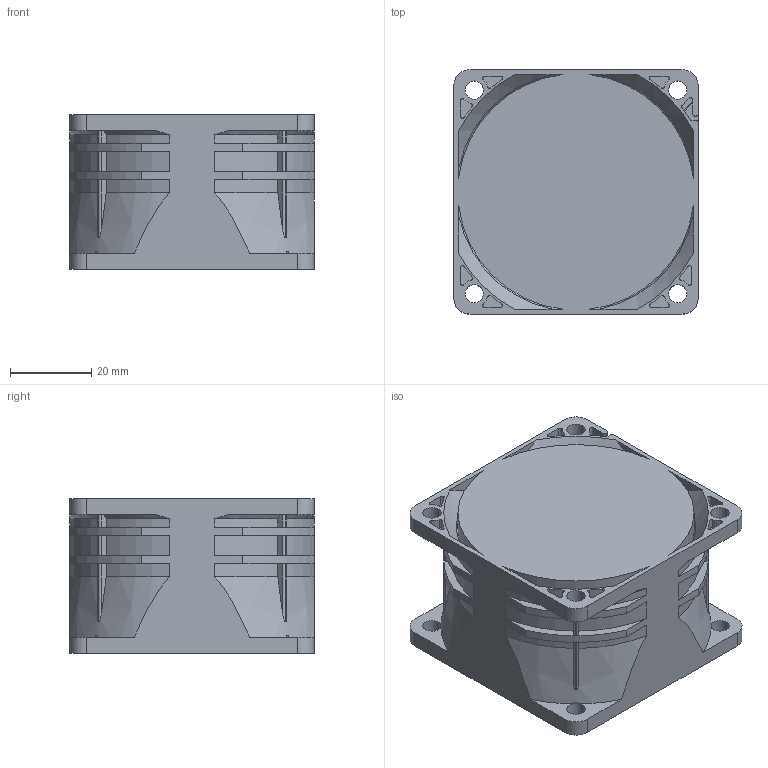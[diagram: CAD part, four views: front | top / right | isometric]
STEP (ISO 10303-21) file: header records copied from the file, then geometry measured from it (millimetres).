
FILE_DESCRIPTION((''),'2;1');
FILE_NAME('20644','2016-11-02T',('JIM.HUANG'),(''),'PRO/ENGINEER BY PARAMETRIC TECHNOLOGY CORPORATION, 2013050','PRO/ENGINEER BY PARAMETRIC TECHNOLOGY CORPORATION, 2013050','');
FILE_SCHEMA(('CONFIG_CONTROL_DESIGN'));
Length unit declared in the file: millimetre
Products named in the file (1): 20644
Bounding box: 60 x 60 x 38 mm (x, y, z)
Volume: 116280.1 mm3; surface area: 22461.1 mm2
Topology: 1 solids, 5 shells, 355 faces, 1039 edges, 708 vertices
Faces by surface type: cylinder 181, plane 132, cone 21, bspline 17, torus 4
Entity records: 13685 total; most frequent: CARTESIAN_POINT 4075, ORIENTED_EDGE 2078, DIRECTION 1991, EDGE_CURVE 1039, AXIS2_PLACEMENT_3D 770, VERTEX_POINT 708, VECTOR 451, LINE 451
